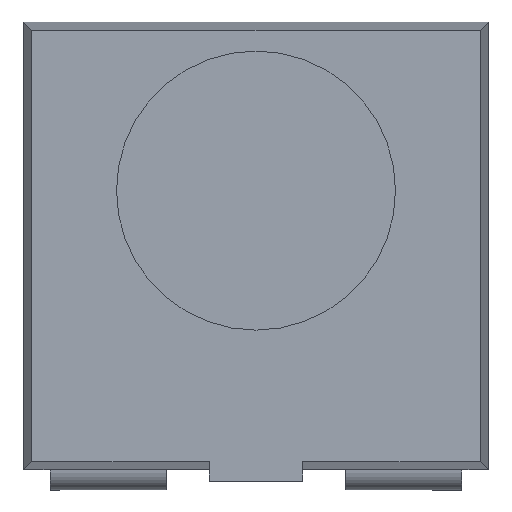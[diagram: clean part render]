
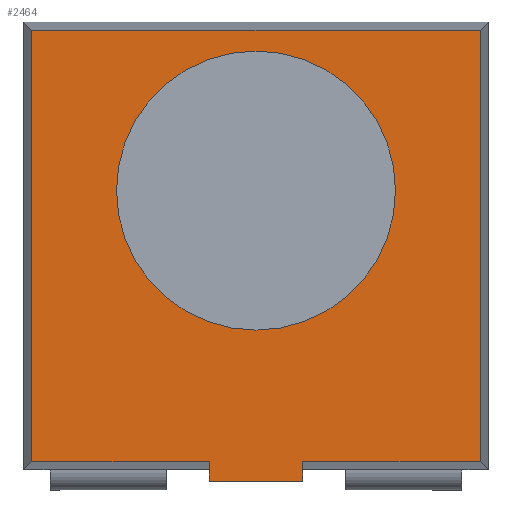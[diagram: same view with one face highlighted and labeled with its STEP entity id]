
A CAD part, front view. The second image highlights one B-rep face of the part: STEP entity #2464.
In plain terms, the highlighted planar face has unit normal (0, -1, 0).
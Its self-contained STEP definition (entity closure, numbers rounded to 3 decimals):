
#48 = CARTESIAN_POINT ( 'NONE',  ( -0.4, 0., 0.245 ) ) ;
#94 = EDGE_CURVE ( 'NONE', #546, #1211, #1496, .T. ) ;
#133 = LINE ( 'NONE', #1266, #2681 ) ;
#145 = CARTESIAN_POINT ( 'NONE',  ( 0.4, 0., 0.075 ) ) ;
#167 = CARTESIAN_POINT ( 'NONE',  ( -1.93, 0., 3.955 ) ) ;
#232 = CIRCLE ( 'NONE', #265, 1.2 ) ;
#265 = AXIS2_PLACEMENT_3D ( 'NONE', #2626, #1153, #2859 ) ;
#292 = CARTESIAN_POINT ( 'NONE',  ( -1.2, 0., 2.575 ) ) ;
#318 = DIRECTION ( 'NONE',  ( -1., 0., 0. ) ) ;
#394 = CARTESIAN_POINT ( 'NONE',  ( 1.93, 0., 3.955 ) ) ;
#401 = FACE_BOUND ( 'NONE', #2364, .T. ) ;
#457 = ORIENTED_EDGE ( 'NONE', *, *, #2921, .T. ) ;
#518 = ORIENTED_EDGE ( 'NONE', *, *, #2690, .T. ) ;
#533 = EDGE_CURVE ( 'NONE', #2709, #2728, #133, .T. ) ;
#546 = VERTEX_POINT ( 'NONE', #145 ) ;
#569 = AXIS2_PLACEMENT_3D ( 'NONE', #1561, #2766, #3016 ) ;
#583 = ORIENTED_EDGE ( 'NONE', *, *, #1969, .F. ) ;
#591 = EDGE_LOOP ( 'NONE', ( #1170, #457, #756, #1073, #518, #2440, #583, #1317 ) ) ;
#610 = VECTOR ( 'NONE', #2087, 1000. ) ;
#672 = VECTOR ( 'NONE', #318, 1000. ) ;
#685 = FACE_OUTER_BOUND ( 'NONE', #591, .T. ) ;
#710 = EDGE_CURVE ( 'NONE', #2066, #775, #1799, .T. ) ;
#733 = CARTESIAN_POINT ( 'NONE',  ( 1.93, 0., 0.075 ) ) ;
#756 = ORIENTED_EDGE ( 'NONE', *, *, #1267, .T. ) ;
#775 = VERTEX_POINT ( 'NONE', #1549 ) ;
#848 = DIRECTION ( 'NONE',  ( 1., 0., 0. ) ) ;
#877 = PLANE ( 'NONE',  #1826 ) ;
#969 = CARTESIAN_POINT ( 'NONE',  ( -0.4, 0., 0.075 ) ) ;
#1018 = VERTEX_POINT ( 'NONE', #2354 ) ;
#1073 = ORIENTED_EDGE ( 'NONE', *, *, #1150, .T. ) ;
#1150 = EDGE_CURVE ( 'NONE', #1018, #2214, #1315, .T. ) ;
#1153 = DIRECTION ( 'NONE',  ( 0., -1., 0. ) ) ;
#1170 = ORIENTED_EDGE ( 'NONE', *, *, #1371, .F. ) ;
#1211 = VERTEX_POINT ( 'NONE', #1868 ) ;
#1266 = CARTESIAN_POINT ( 'NONE',  ( 1.93, 0., 0.245 ) ) ;
#1267 = EDGE_CURVE ( 'NONE', #1871, #1018, #1718, .T. ) ;
#1315 = LINE ( 'NONE', #394, #672 ) ;
#1317 = ORIENTED_EDGE ( 'NONE', *, *, #94, .F. ) ;
#1371 = EDGE_CURVE ( 'NONE', #2982, #546, #1412, .T. ) ;
#1409 = ORIENTED_EDGE ( 'NONE', *, *, #710, .F. ) ;
#1412 = LINE ( 'NONE', #2874, #610 ) ;
#1465 = DIRECTION ( 'NONE',  ( 0., 0., -1. ) ) ;
#1496 = LINE ( 'NONE', #969, #2239 ) ;
#1549 = CARTESIAN_POINT ( 'NONE',  ( 1.2, 0., 2.575 ) ) ;
#1561 = CARTESIAN_POINT ( 'NONE',  ( 0., 0., 2.575 ) ) ;
#1621 = DIRECTION ( 'NONE',  ( 0., 0., 1. ) ) ;
#1638 = CARTESIAN_POINT ( 'NONE',  ( 1.93, 0., 0.075 ) ) ;
#1703 = CARTESIAN_POINT ( 'NONE',  ( -1.93, 0., 0.075 ) ) ;
#1718 = LINE ( 'NONE', #1638, #2531 ) ;
#1799 = CIRCLE ( 'NONE', #569, 1.2 ) ;
#1826 = AXIS2_PLACEMENT_3D ( 'NONE', #733, #2191, #2446 ) ;
#1868 = CARTESIAN_POINT ( 'NONE',  ( -0.4, 0., 0.075 ) ) ;
#1871 = VERTEX_POINT ( 'NONE', #2872 ) ;
#1938 = LINE ( 'NONE', #2314, #3009 ) ;
#1969 = EDGE_CURVE ( 'NONE', #1211, #2728, #2727, .T. ) ;
#2066 = VERTEX_POINT ( 'NONE', #292 ) ;
#2086 = CARTESIAN_POINT ( 'NONE',  ( 0.4, 0., 0.245 ) ) ;
#2087 = DIRECTION ( 'NONE',  ( 0., 0., -1. ) ) ;
#2107 = DIRECTION ( 'NONE',  ( 0., 0., 1. ) ) ;
#2191 = DIRECTION ( 'NONE',  ( 0., -1., 0. ) ) ;
#2214 = VERTEX_POINT ( 'NONE', #167 ) ;
#2239 = VECTOR ( 'NONE', #2458, 1000. ) ;
#2281 = ORIENTED_EDGE ( 'NONE', *, *, #3036, .F. ) ;
#2301 = LINE ( 'NONE', #1703, #2829 ) ;
#2314 = CARTESIAN_POINT ( 'NONE',  ( 1.93, 0., 0.245 ) ) ;
#2354 = CARTESIAN_POINT ( 'NONE',  ( 1.93, 0., 3.955 ) ) ;
#2364 = EDGE_LOOP ( 'NONE', ( #2281, #1409 ) ) ;
#2440 = ORIENTED_EDGE ( 'NONE', *, *, #533, .T. ) ;
#2446 = DIRECTION ( 'NONE',  ( 1., 0., 0. ) ) ;
#2458 = DIRECTION ( 'NONE',  ( -1., 0., 0. ) ) ;
#2464 = ADVANCED_FACE ( 'NONE', ( #401, #685 ), #877, .T. ) ;
#2531 = VECTOR ( 'NONE', #1621, 1000. ) ;
#2613 = CARTESIAN_POINT ( 'NONE',  ( -0.4, 0., 0.175 ) ) ;
#2626 = CARTESIAN_POINT ( 'NONE',  ( 0., 0., 2.575 ) ) ;
#2655 = VECTOR ( 'NONE', #2107, 1000. ) ;
#2681 = VECTOR ( 'NONE', #3108, 1000. ) ;
#2690 = EDGE_CURVE ( 'NONE', #2214, #2709, #2301, .T. ) ;
#2709 = VERTEX_POINT ( 'NONE', #2744 ) ;
#2727 = LINE ( 'NONE', #2613, #2655 ) ;
#2728 = VERTEX_POINT ( 'NONE', #48 ) ;
#2744 = CARTESIAN_POINT ( 'NONE',  ( -1.93, 0., 0.245 ) ) ;
#2766 = DIRECTION ( 'NONE',  ( 0., -1., 0. ) ) ;
#2829 = VECTOR ( 'NONE', #1465, 1000. ) ;
#2859 = DIRECTION ( 'NONE',  ( 1., 0., 0. ) ) ;
#2872 = CARTESIAN_POINT ( 'NONE',  ( 1.93, 0., 0.245 ) ) ;
#2874 = CARTESIAN_POINT ( 'NONE',  ( 0.4, 0., 0.245 ) ) ;
#2921 = EDGE_CURVE ( 'NONE', #2982, #1871, #1938, .T. ) ;
#2982 = VERTEX_POINT ( 'NONE', #2086 ) ;
#3009 = VECTOR ( 'NONE', #848, 1000. ) ;
#3016 = DIRECTION ( 'NONE',  ( 1., 0., 0. ) ) ;
#3036 = EDGE_CURVE ( 'NONE', #775, #2066, #232, .T. ) ;
#3108 = DIRECTION ( 'NONE',  ( 1., 0., 0. ) ) ;
